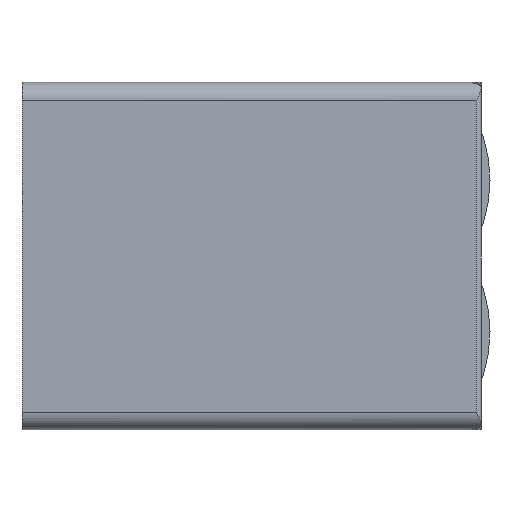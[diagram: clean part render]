
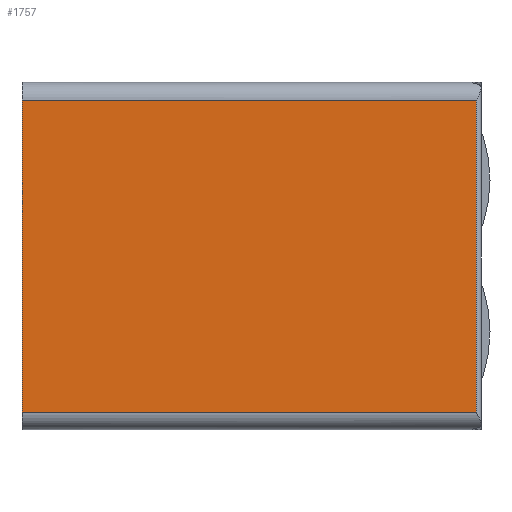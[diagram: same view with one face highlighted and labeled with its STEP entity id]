
A CAD part, front view. The second image highlights one B-rep face of the part: STEP entity #1757.
In plain terms, the highlighted planar face has unit normal (0, -1, 0).
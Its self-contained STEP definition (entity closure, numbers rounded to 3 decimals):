
#1718=CARTESIAN_POINT('',(0.,0.,15.8));
#1719=DIRECTION('',(0.,1.,0.));
#1720=DIRECTION('',(0.,0.,1.));
#1721=AXIS2_PLACEMENT_3D('',#1718,#1719,#1720);
#1722=PLANE('',#1721);
#1723=CARTESIAN_POINT('',(0.,0.,15.));
#1724=VERTEX_POINT('',#1723);
#1725=CARTESIAN_POINT('',(0.,0.,0.8));
#1726=VERTEX_POINT('',#1725);
#1727=CARTESIAN_POINT('',(0.,0.,15.));
#1728=DIRECTION('',(0.,0.,-1.));
#1729=VECTOR('',#1728,14.2);
#1730=LINE('',#1727,#1729);
#1731=EDGE_CURVE('',#1724,#1726,#1730,.T.);
#1732=ORIENTED_EDGE('',*,*,#1731,.T.);
#1733=CARTESIAN_POINT('',(20.67,0.,0.8));
#1734=VERTEX_POINT('',#1733);
#1735=CARTESIAN_POINT('',(20.67,0.,0.8));
#1736=DIRECTION('',(-1.,0.,0.));
#1737=VECTOR('',#1736,20.67);
#1738=LINE('',#1735,#1737);
#1739=EDGE_CURVE('',#1734,#1726,#1738,.T.);
#1740=ORIENTED_EDGE('',*,*,#1739,.F.);
#1741=CARTESIAN_POINT('',(20.67,0.,15.));
#1742=VERTEX_POINT('',#1741);
#1743=CARTESIAN_POINT('',(20.67,0.,15.));
#1744=DIRECTION('',(0.,0.,-1.));
#1745=VECTOR('',#1744,14.2);
#1746=LINE('',#1743,#1745);
#1747=EDGE_CURVE('',#1742,#1734,#1746,.T.);
#1748=ORIENTED_EDGE('',*,*,#1747,.F.);
#1749=CARTESIAN_POINT('',(20.67,0.,15.));
#1750=DIRECTION('',(-1.,0.,0.));
#1751=VECTOR('',#1750,20.67);
#1752=LINE('',#1749,#1751);
#1753=EDGE_CURVE('',#1742,#1724,#1752,.T.);
#1754=ORIENTED_EDGE('',*,*,#1753,.T.);
#1755=EDGE_LOOP('',(#1732,#1740,#1748,#1754));
#1756=FACE_BOUND('',#1755,.T.);
#1757=ADVANCED_FACE('',(#1756),#1722,.F.);
